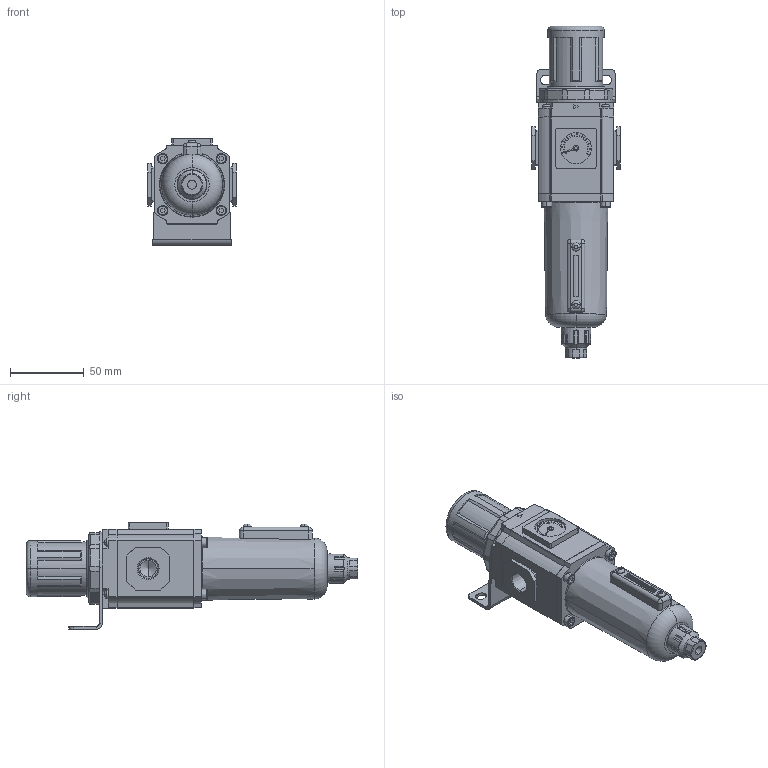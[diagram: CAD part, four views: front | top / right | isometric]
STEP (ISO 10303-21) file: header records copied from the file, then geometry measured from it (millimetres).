
FILE_DESCRIPTION (( 'STEP AP203' ), '1' );
FILE_NAME ('AFR-3233-MD.step', '2015-11-09T22:39:12', ( '' ), ( '' ), 'SwSTEP 2.0', 'SolidWorks 2015', '' );
FILE_SCHEMA (( 'CONFIG_CONTROL_DESIGN' ));
Length unit declared in the file: millimetre
Products named in the file (1): AFR-3233-MD
Bounding box: 60 x 224.3 x 72 mm (x, y, z)
Volume: 361874.4 mm3; surface area: 64386 mm2
Topology: 16 solids, 16 shells, 686 faces, 1700 edges, 1085 vertices
Faces by surface type: plane 418, cylinder 181, torus 42, cone 35, sphere 8, bspline 2
Entity records: 20734 total; most frequent: CARTESIAN_POINT 4426, ORIENTED_EDGE 3376, DIRECTION 3309, EDGE_CURVE 1688, AXIS2_PLACEMENT_3D 1122, VERTEX_POINT 1085, LINE 1065, VECTOR 1065
